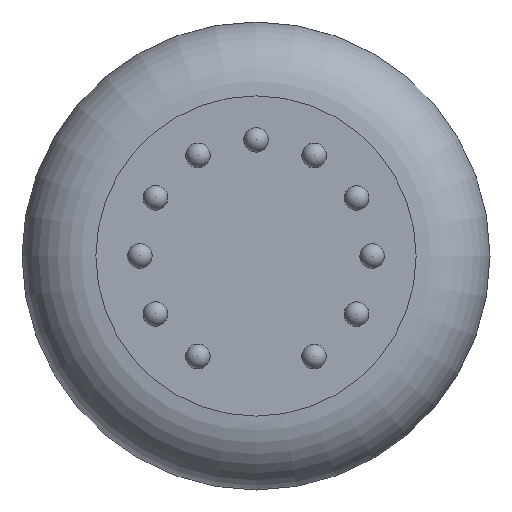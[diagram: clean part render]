
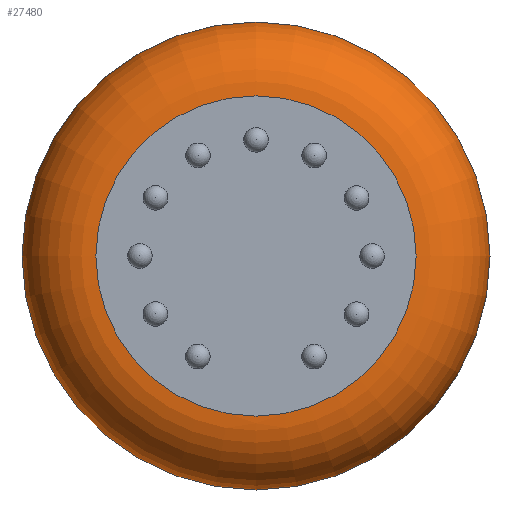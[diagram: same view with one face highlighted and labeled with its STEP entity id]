
A CAD part, front view. The second image highlights one B-rep face of the part: STEP entity #27480.
In plain terms, the highlighted toroidal (fillet/blend) face has major radius 6.5 mm and minor radius 3 mm.
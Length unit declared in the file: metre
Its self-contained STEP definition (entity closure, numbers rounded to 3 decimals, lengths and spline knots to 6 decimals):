
#32=TOROIDAL_SURFACE('',#29556,0.0065,0.003);
#14394=ORIENTED_EDGE('',*,*,#18517,.F.);
#14395=ORIENTED_EDGE('',*,*,#18518,.T.);
#18517=EDGE_CURVE('',#21093,#21093,#21620,.T.);
#18518=EDGE_CURVE('',#21094,#21094,#21621,.T.);
#21093=VERTEX_POINT('',#46149);
#21094=VERTEX_POINT('',#46152);
#21620=CIRCLE('',#29555,0.0065);
#21621=CIRCLE('',#29557,0.0095);
#23249=EDGE_LOOP('',(#14394));
#23250=EDGE_LOOP('',(#14395));
#25000=FACE_BOUND('',#23249,.T.);
#25001=FACE_BOUND('',#23250,.T.);
#27480=ADVANCED_FACE('',(#25000,#25001),#32,.T.);
#29555=AXIS2_PLACEMENT_3D('',#46148,#35748,#35749);
#29556=AXIS2_PLACEMENT_3D('',#46150,#35750,#35751);
#29557=AXIS2_PLACEMENT_3D('',#46151,#35752,#35753);
#35748=DIRECTION('',(0.,-1.,0.));
#35749=DIRECTION('',(0.,0.,-1.));
#35750=DIRECTION('',(0.,-1.,0.));
#35751=DIRECTION('',(0.,0.,-1.));
#35752=DIRECTION('',(0.,-1.,0.));
#35753=DIRECTION('',(0.,0.,-1.));
#46148=CARTESIAN_POINT('',(0.,0.,0.));
#46149=CARTESIAN_POINT('',(0.,0.,-0.0065));
#46150=CARTESIAN_POINT('',(0.,0.003,0.));
#46151=CARTESIAN_POINT('',(0.,0.003,0.));
#46152=CARTESIAN_POINT('',(0.,0.003,-0.0095));
